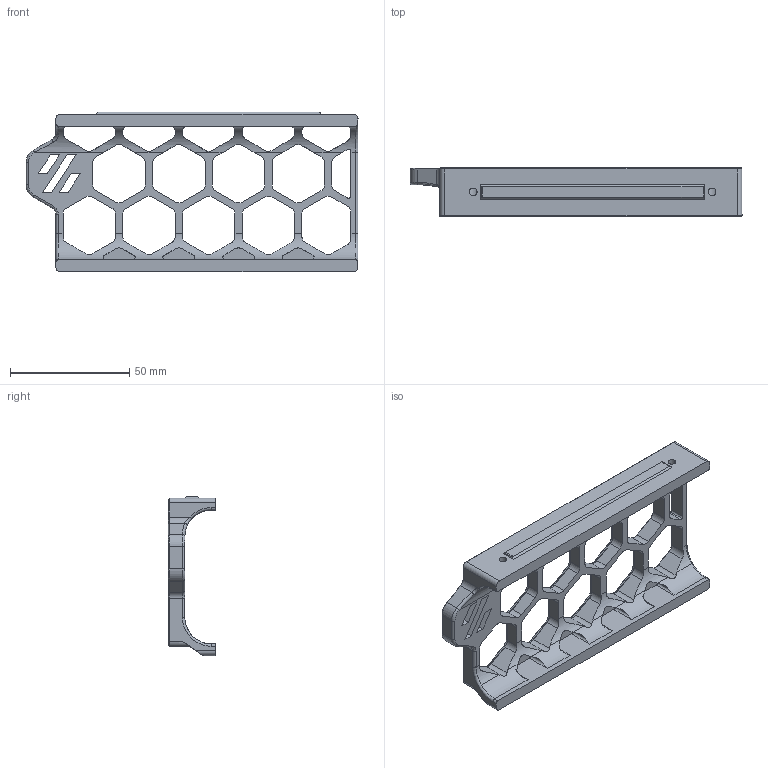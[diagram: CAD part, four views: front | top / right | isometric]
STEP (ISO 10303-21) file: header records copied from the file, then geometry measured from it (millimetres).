
FILE_DESCRIPTION (( 'STEP AP214' ), '1' );
FILE_NAME ('Left_Front_Skirt_300_Trident_Button_PCB.STEP', '2023-01-08T20:55:51', ( '' ), ( '' ), 'SwSTEP 2.0', 'SolidWorks 2022', '' );
FILE_SCHEMA (( 'AUTOMOTIVE_DESIGN' ));
Length unit declared in the file: millimetre
Products named in the file (1): Left_Front_Skirt_300_Trident_Button_PCB
Bounding box: 139 x 20 x 66.8 mm (x, y, z)
Volume: 39160.5 mm3; surface area: 24472.2 mm2
Topology: 1 solids, 1 shells, 663 faces, 1621 edges, 952 vertices
Faces by surface type: plane 314, cylinder 199, cone 141, torus 7, bspline 2
Entity records: 19862 total; most frequent: CARTESIAN_POINT 4359, ORIENTED_EDGE 3242, DIRECTION 3238, EDGE_CURVE 1621, AXIS2_PLACEMENT_3D 1092, LINE 1054, VECTOR 1054, VERTEX_POINT 952
